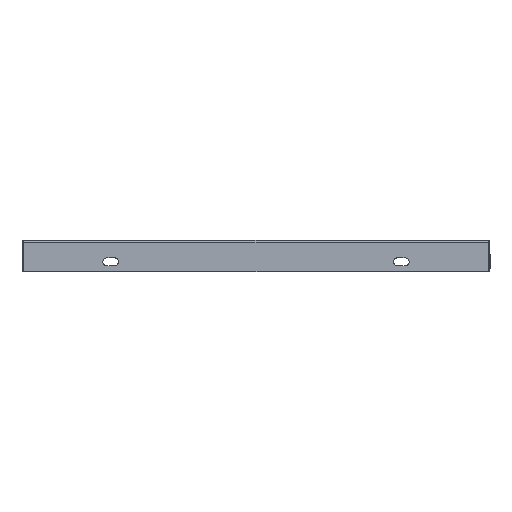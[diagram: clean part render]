
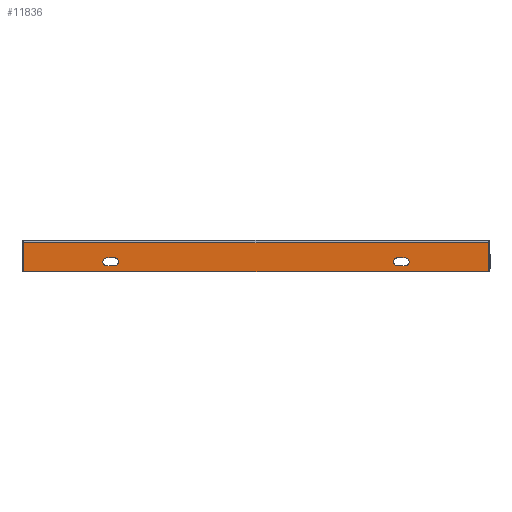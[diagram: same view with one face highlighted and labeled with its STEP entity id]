
A CAD part, left-side view. The second image highlights one B-rep face of the part: STEP entity #11836.
In plain terms, the highlighted planar face has unit normal (-1, 0, 0).
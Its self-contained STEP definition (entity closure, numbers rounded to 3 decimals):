
#266 = CARTESIAN_POINT ( 'NONE',  ( -848.5, -153.99, -16. ) ) ;
#882 = EDGE_CURVE ( 'NONE', #9303, #5389, #5394, .T. ) ;
#883 = EDGE_CURVE ( 'NONE', #5250, #5585, #5386, .T. ) ;
#885 = EDGE_CURVE ( 'NONE', #5250, #5241, #5403, .T. ) ;
#886 = EDGE_CURVE ( 'NONE', #5491, #5585, #5406, .T. ) ;
#889 = EDGE_CURVE ( 'NONE', #5526, #9213, #5427, .T. ) ;
#891 = EDGE_CURVE ( 'NONE', #5389, #5708, #5435, .T. ) ;
#892 = EDGE_CURVE ( 'NONE', #5708, #5526, #5432, .T. ) ;
#893 = EDGE_CURVE ( 'NONE', #5530, #5363, #5413, .T. ) ;
#894 = EDGE_CURVE ( 'NONE', #5380, #5530, #5447, .T. ) ;
#895 = EDGE_CURVE ( 'NONE', #4760, #5380, #5445, .T. ) ;
#896 = EDGE_CURVE ( 'NONE', #5363, #6718, #5454, .T. ) ;
#898 = EDGE_CURVE ( 'NONE', #5241, #5491, #5456, .T. ) ;
#1818 = EDGE_CURVE ( 'NONE', #9213, #9303, #8720, .T. ) ;
#1822 = EDGE_CURVE ( 'NONE', #6718, #4760, #8721, .T. ) ;
#2780 = AXIS2_PLACEMENT_3D ( 'NONE', #6237, #6254, #6256 ) ;
#3162 = AXIS2_PLACEMENT_3D ( 'NONE', #6252, #6268, #6270 ) ;
#3163 = AXIS2_PLACEMENT_3D ( 'NONE', #6294, #6297, #6299 ) ;
#3164 = AXIS2_PLACEMENT_3D ( 'NONE', #6281, #6284, #6286 ) ;
#3447 = AXIS2_PLACEMENT_3D ( 'NONE', #12271, #12279, #12280 ) ;
#3449 = AXIS2_PLACEMENT_3D ( 'NONE', #12274, #12276, #12277 ) ;
#4760 = VERTEX_POINT ( 'NONE', #15947 ) ;
#5241 = VERTEX_POINT ( 'NONE', #16000 ) ;
#5250 = VERTEX_POINT ( 'NONE', #16005 ) ;
#5363 = VERTEX_POINT ( 'NONE', #16065 ) ;
#5380 = VERTEX_POINT ( 'NONE', #16074 ) ;
#5386 = LINE ( 'NONE', #6218, #5404 ) ;
#5389 = VERTEX_POINT ( 'NONE', #16079 ) ;
#5394 = LINE ( 'NONE', #266, #5400 ) ;
#5400 = VECTOR ( 'NONE', #6221, 1000. ) ;
#5403 = LINE ( 'NONE', #6228, #5412 ) ;
#5404 = VECTOR ( 'NONE', #6226, 1000. ) ;
#5406 = LINE ( 'NONE', #6233, #5414 ) ;
#5409 = VECTOR ( 'NONE', #6275, 1000. ) ;
#5412 = VECTOR ( 'NONE', #6236, 1000. ) ;
#5413 = LINE ( 'NONE', #6272, #5437 ) ;
#5414 = VECTOR ( 'NONE', #6240, 1000. ) ;
#5427 = CIRCLE ( 'NONE', #2780, 4. ) ;
#5432 = LINE ( 'NONE', #6260, #5409 ) ;
#5435 = CIRCLE ( 'NONE', #3162, 4. ) ;
#5437 = VECTOR ( 'NONE', #6280, 1000. ) ;
#5439 = VECTOR ( 'NONE', #6292, 1000. ) ;
#5445 = LINE ( 'NONE', #6278, #5439 ) ;
#5447 = CIRCLE ( 'NONE', #3164, 4. ) ;
#5449 = VECTOR ( 'NONE', #6311, 1000. ) ;
#5454 = CIRCLE ( 'NONE', #3163, 4. ) ;
#5456 = LINE ( 'NONE', #6288, #5449 ) ;
#5491 = VERTEX_POINT ( 'NONE', #16135 ) ;
#5526 = VERTEX_POINT ( 'NONE', #16154 ) ;
#5530 = VERTEX_POINT ( 'NONE', #16156 ) ;
#5585 = VERTEX_POINT ( 'NONE', #16188 ) ;
#5708 = VERTEX_POINT ( 'NONE', #16245 ) ;
#6218 = CARTESIAN_POINT ( 'NONE',  ( -848.5, 239.49, -0.1 ) ) ;
#6221 = DIRECTION ( 'NONE',  ( 0., 1., 0. ) ) ;
#6226 = DIRECTION ( 'NONE',  ( 0., -1., 0. ) ) ;
#6228 = CARTESIAN_POINT ( 'NONE',  ( -848.5, 239.49, -30. ) ) ;
#6233 = CARTESIAN_POINT ( 'NONE',  ( -848.5, -239.49, 0. ) ) ;
#6236 = DIRECTION ( 'NONE',  ( 0., 0., -1. ) ) ;
#6237 = CARTESIAN_POINT ( 'NONE',  ( -848.5, -153.99, -20. ) ) ;
#6240 = DIRECTION ( 'NONE',  ( 0., 0., 1. ) ) ;
#6252 = CARTESIAN_POINT ( 'NONE',  ( -848.5, -145.99, -20. ) ) ;
#6254 = DIRECTION ( 'NONE',  ( -1., 0., 0. ) ) ;
#6256 = DIRECTION ( 'NONE',  ( 0., 1., 0. ) ) ;
#6260 = CARTESIAN_POINT ( 'NONE',  ( -848.5, -153.99, -24. ) ) ;
#6268 = DIRECTION ( 'NONE',  ( -1., 0., 0. ) ) ;
#6270 = DIRECTION ( 'NONE',  ( 0., 1., 0. ) ) ;
#6272 = CARTESIAN_POINT ( 'NONE',  ( -848.5, 153.99, -24. ) ) ;
#6275 = DIRECTION ( 'NONE',  ( 0., -1., 0. ) ) ;
#6278 = CARTESIAN_POINT ( 'NONE',  ( -848.5, 153.99, -16. ) ) ;
#6280 = DIRECTION ( 'NONE',  ( 0., -1., 0. ) ) ;
#6281 = CARTESIAN_POINT ( 'NONE',  ( -848.5, 153.99, -20. ) ) ;
#6284 = DIRECTION ( 'NONE',  ( -1., 0., 0. ) ) ;
#6286 = DIRECTION ( 'NONE',  ( 0., -1., 0. ) ) ;
#6288 = CARTESIAN_POINT ( 'NONE',  ( -848.5, -239.49, -30. ) ) ;
#6292 = DIRECTION ( 'NONE',  ( 0., 1., 0. ) ) ;
#6294 = CARTESIAN_POINT ( 'NONE',  ( -848.5, 145.99, -20. ) ) ;
#6297 = DIRECTION ( 'NONE',  ( -1., 0., 0. ) ) ;
#6299 = DIRECTION ( 'NONE',  ( 0., -1., 0. ) ) ;
#6311 = DIRECTION ( 'NONE',  ( 0., -1., 0. ) ) ;
#6718 = VERTEX_POINT ( 'NONE', #16812 ) ;
#8720 = CIRCLE ( 'NONE', #3449, 4. ) ;
#8721 = CIRCLE ( 'NONE', #3447, 4. ) ;
#8885 = EDGE_LOOP ( 'NONE', ( #9933, #9961, #9766, #9993, #9848 ) ) ;
#8904 = EDGE_LOOP ( 'NONE', ( #9598, #9710, #9730, #9645, #9720 ) ) ;
#8934 = EDGE_LOOP ( 'NONE', ( #9923, #9748, #9625, #9943 ) ) ;
#9213 = VERTEX_POINT ( 'NONE', #17077 ) ;
#9303 = VERTEX_POINT ( 'NONE', #17167 ) ;
#9598 = ORIENTED_EDGE ( 'NONE', *, *, #893, .F. ) ;
#9625 = ORIENTED_EDGE ( 'NONE', *, *, #898, .T. ) ;
#9645 = ORIENTED_EDGE ( 'NONE', *, *, #1822, .F. ) ;
#9710 = ORIENTED_EDGE ( 'NONE', *, *, #894, .F. ) ;
#9720 = ORIENTED_EDGE ( 'NONE', *, *, #896, .F. ) ;
#9730 = ORIENTED_EDGE ( 'NONE', *, *, #895, .F. ) ;
#9748 = ORIENTED_EDGE ( 'NONE', *, *, #885, .T. ) ;
#9766 = ORIENTED_EDGE ( 'NONE', *, *, #882, .F. ) ;
#9848 = ORIENTED_EDGE ( 'NONE', *, *, #889, .F. ) ;
#9923 = ORIENTED_EDGE ( 'NONE', *, *, #883, .F. ) ;
#9933 = ORIENTED_EDGE ( 'NONE', *, *, #892, .F. ) ;
#9943 = ORIENTED_EDGE ( 'NONE', *, *, #886, .T. ) ;
#9961 = ORIENTED_EDGE ( 'NONE', *, *, #891, .F. ) ;
#9993 = ORIENTED_EDGE ( 'NONE', *, *, #1818, .F. ) ;
#11836 = ADVANCED_FACE ( 'NONE', ( #15189, #15195, #15197 ), #18495, .F. ) ;
#12271 = CARTESIAN_POINT ( 'NONE',  ( -848.5, 145.99, -20. ) ) ;
#12274 = CARTESIAN_POINT ( 'NONE',  ( -848.5, -153.99, -20. ) ) ;
#12276 = DIRECTION ( 'NONE',  ( -1., 0., 0. ) ) ;
#12277 = DIRECTION ( 'NONE',  ( 0., 1., 0. ) ) ;
#12279 = DIRECTION ( 'NONE',  ( -1., 0., 0. ) ) ;
#12280 = DIRECTION ( 'NONE',  ( 0., -1., 0. ) ) ;
#15189 = FACE_BOUND ( 'NONE', #8885, .T. ) ;
#15195 = FACE_BOUND ( 'NONE', #8904, .T. ) ;
#15197 = FACE_OUTER_BOUND ( 'NONE', #8934, .T. ) ;
#15947 = CARTESIAN_POINT ( 'NONE',  ( -848.5, 145.99, -16. ) ) ;
#16000 = CARTESIAN_POINT ( 'NONE',  ( -848.5, 239.49, -30. ) ) ;
#16005 = CARTESIAN_POINT ( 'NONE',  ( -848.5, 239.49, -0.1 ) ) ;
#16065 = CARTESIAN_POINT ( 'NONE',  ( -848.5, 145.99, -24. ) ) ;
#16074 = CARTESIAN_POINT ( 'NONE',  ( -848.5, 153.99, -16. ) ) ;
#16079 = CARTESIAN_POINT ( 'NONE',  ( -848.5, -145.99, -16. ) ) ;
#16135 = CARTESIAN_POINT ( 'NONE',  ( -848.5, -239.49, -30. ) ) ;
#16154 = CARTESIAN_POINT ( 'NONE',  ( -848.5, -153.99, -24. ) ) ;
#16156 = CARTESIAN_POINT ( 'NONE',  ( -848.5, 153.99, -24. ) ) ;
#16188 = CARTESIAN_POINT ( 'NONE',  ( -848.5, -239.49, -0.1 ) ) ;
#16245 = CARTESIAN_POINT ( 'NONE',  ( -848.5, -145.99, -24. ) ) ;
#16812 = CARTESIAN_POINT ( 'NONE',  ( -848.5, 141.99, -20. ) ) ;
#17077 = CARTESIAN_POINT ( 'NONE',  ( -848.5, -157.99, -20. ) ) ;
#17167 = CARTESIAN_POINT ( 'NONE',  ( -848.5, -153.99, -16. ) ) ;
#18490 = CARTESIAN_POINT ( 'NONE',  ( -848.5, 239.49, 0. ) ) ;
#18495 = PLANE ( 'NONE',  #20488 ) ;
#18496 = DIRECTION ( 'NONE',  ( 1., 0., 0. ) ) ;
#18497 = DIRECTION ( 'NONE',  ( 0., 1., 0. ) ) ;
#20488 = AXIS2_PLACEMENT_3D ( 'NONE', #18490, #18496, #18497 ) ;
